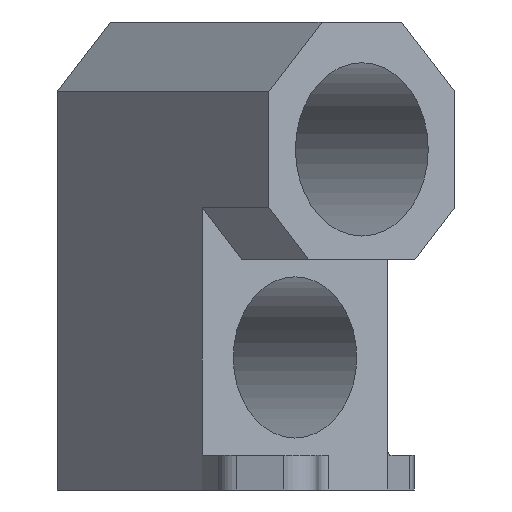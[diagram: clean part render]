
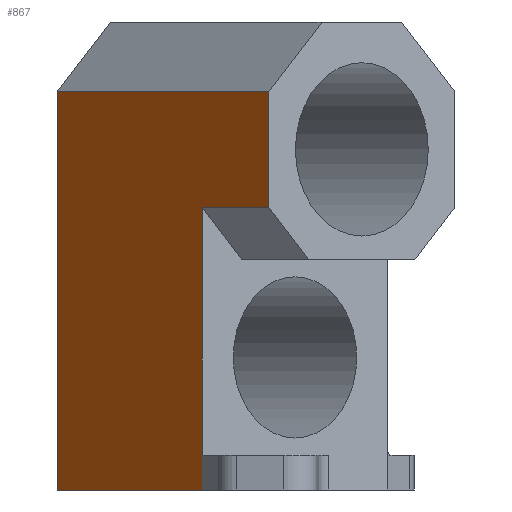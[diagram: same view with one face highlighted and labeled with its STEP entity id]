
A CAD part, left-side view. The second image highlights one B-rep face of the part: STEP entity #867.
In plain terms, the highlighted planar face has unit normal (-0.643, 0.766, 0).
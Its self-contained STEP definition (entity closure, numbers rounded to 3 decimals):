
#249=PLANE('',#933);
#271=FACE_OUTER_BOUND('',#306,.T.);
#306=EDGE_LOOP('',(#714,#715,#716,#717,#718,#719,#720));
#341=LINE('',#1233,#409);
#361=LINE('',#1290,#429);
#363=LINE('',#1296,#431);
#365=LINE('',#1300,#433);
#366=LINE('',#1302,#434);
#367=LINE('',#1303,#435);
#368=LINE('',#1304,#436);
#409=VECTOR('',#1009,10.);
#429=VECTOR('',#1051,10.);
#431=VECTOR('',#1057,10.);
#433=VECTOR('',#1061,10.);
#434=VECTOR('',#1062,10.);
#435=VECTOR('',#1063,10.);
#436=VECTOR('',#1064,10.);
#518=VERTEX_POINT('',#1230);
#519=VERTEX_POINT('',#1232);
#544=VERTEX_POINT('',#1287);
#545=VERTEX_POINT('',#1289);
#547=VERTEX_POINT('',#1295);
#548=VERTEX_POINT('',#1299);
#549=VERTEX_POINT('',#1301);
#581=EDGE_CURVE('',#519,#518,#341,.T.);
#609=EDGE_CURVE('',#544,#545,#361,.T.);
#612=EDGE_CURVE('',#545,#547,#363,.T.);
#614=EDGE_CURVE('',#548,#547,#365,.T.);
#615=EDGE_CURVE('',#549,#544,#366,.T.);
#616=EDGE_CURVE('',#519,#549,#367,.T.);
#617=EDGE_CURVE('',#518,#548,#368,.T.);
#714=ORIENTED_EDGE('',*,*,#614,.T.);
#715=ORIENTED_EDGE('',*,*,#612,.F.);
#716=ORIENTED_EDGE('',*,*,#609,.F.);
#717=ORIENTED_EDGE('',*,*,#615,.F.);
#718=ORIENTED_EDGE('',*,*,#616,.F.);
#719=ORIENTED_EDGE('',*,*,#581,.T.);
#720=ORIENTED_EDGE('',*,*,#617,.T.);
#867=ADVANCED_FACE('',(#271),#249,.T.);
#933=AXIS2_PLACEMENT_3D('',#1298,#1059,#1060);
#1009=DIRECTION('',(-0.766,-0.643,0.));
#1051=DIRECTION('',(0.,0.,-1.));
#1057=DIRECTION('',(0.766,0.643,0.));
#1059=DIRECTION('center_axis',(-0.643,0.766,0.));
#1060=DIRECTION('ref_axis',(-0.766,-0.643,0.));
#1061=DIRECTION('',(0.,0.,1.));
#1062=DIRECTION('',(-0.766,-0.643,0.));
#1063=DIRECTION('',(0.,0.,1.));
#1064=DIRECTION('',(0.,0.,1.));
#1230=CARTESIAN_POINT('',(-14.989,36.472,0.));
#1232=CARTESIAN_POINT('',(-10.01,40.65,0.));
#1233=CARTESIAN_POINT('',(-10.01,40.65,0.));
#1287=CARTESIAN_POINT('',(-17.288,34.544,11.5));
#1289=CARTESIAN_POINT('',(-17.288,34.544,8.15));
#1290=CARTESIAN_POINT('',(-17.288,34.544,13.5));
#1295=CARTESIAN_POINT('',(-14.989,36.472,8.15));
#1296=CARTESIAN_POINT('',(-12.5,38.561,8.15));
#1298=CARTESIAN_POINT('Origin',(-10.01,40.65,0.));
#1299=CARTESIAN_POINT('',(-14.989,36.472,1.));
#1300=CARTESIAN_POINT('',(-14.989,36.472,0.));
#1301=CARTESIAN_POINT('',(-10.01,40.65,11.5));
#1302=CARTESIAN_POINT('',(-11.255,39.606,11.5));
#1303=CARTESIAN_POINT('',(-10.01,40.65,0.));
#1304=CARTESIAN_POINT('',(-14.989,36.472,0.));
